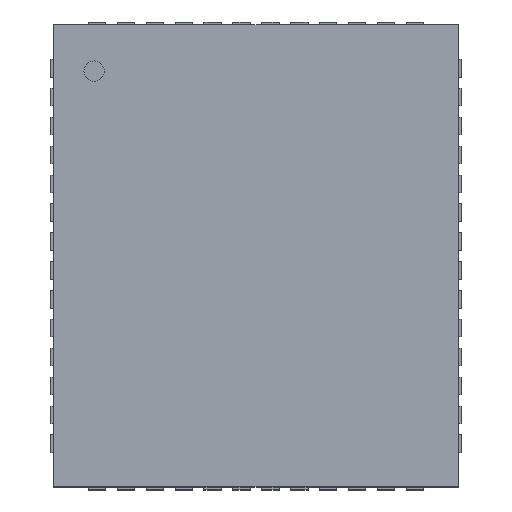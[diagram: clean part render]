
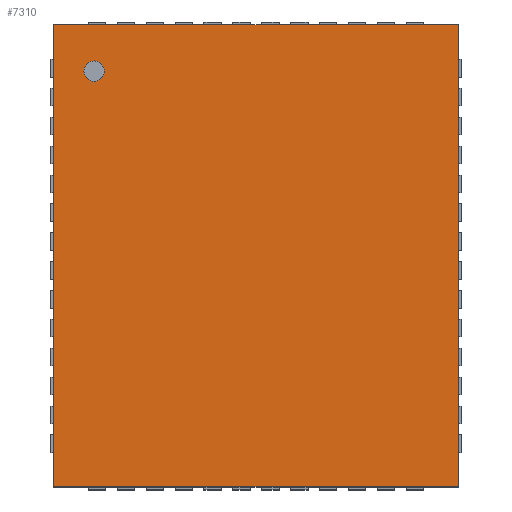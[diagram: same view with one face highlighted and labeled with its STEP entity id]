
A CAD part, top view. The second image highlights one B-rep face of the part: STEP entity #7310.
In plain terms, the highlighted planar face has unit normal (0, 0, 1).
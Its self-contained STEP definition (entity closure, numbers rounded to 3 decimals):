
#75=PLANE('',#7811);
#506=FACE_OUTER_BOUND('',#937,.T.);
#937=EDGE_LOOP('',(#4915,#4916,#4917,#4918));
#1363=LINE('',#10079,#2324);
#1367=LINE('',#10086,#2328);
#1370=LINE('',#10092,#2331);
#1372=LINE('',#10095,#2333);
#2324=VECTOR('',#8251,7.01);
#2328=VECTOR('',#8257,8.001);
#2331=VECTOR('',#8262,7.01);
#2333=VECTOR('',#8266,8.001);
#3288=VERTEX_POINT('',#10076);
#3289=VERTEX_POINT('',#10078);
#3291=VERTEX_POINT('',#10084);
#3293=VERTEX_POINT('',#10090);
#3931=EDGE_CURVE('',#3289,#3288,#1363,.T.);
#3935=EDGE_CURVE('',#3288,#3291,#1367,.T.);
#3938=EDGE_CURVE('',#3291,#3293,#1370,.T.);
#3940=EDGE_CURVE('',#3293,#3289,#1372,.T.);
#4915=ORIENTED_EDGE('',*,*,#3931,.T.);
#4916=ORIENTED_EDGE('',*,*,#3935,.T.);
#4917=ORIENTED_EDGE('',*,*,#3938,.T.);
#4918=ORIENTED_EDGE('',*,*,#3940,.T.);
#7310=ADVANCED_FACE('',(#506),#75,.T.);
#7811=AXIS2_PLACEMENT_3D('',#10097,#8269,#8270);
#8251=DIRECTION('',(1.,0.,0.));
#8257=DIRECTION('',(0.,1.,0.));
#8262=DIRECTION('',(-1.,0.,0.));
#8266=DIRECTION('',(0.,-1.,0.));
#8269=DIRECTION('center_axis',(0.,0.,1.));
#8270=DIRECTION('ref_axis',(0.,1.,0.));
#10076=CARTESIAN_POINT('',(3.505,-4.,0.813));
#10078=CARTESIAN_POINT('',(-3.505,-4.,0.813));
#10079=CARTESIAN_POINT('',(-3.505,-4.,0.813));
#10084=CARTESIAN_POINT('',(3.505,4.,0.813));
#10086=CARTESIAN_POINT('',(3.505,-4.,0.813));
#10090=CARTESIAN_POINT('',(-3.505,4.,0.813));
#10092=CARTESIAN_POINT('',(3.505,4.,0.813));
#10095=CARTESIAN_POINT('',(-3.505,4.,0.813));
#10097=CARTESIAN_POINT('Origin',(-3.505,-4.,0.813));
